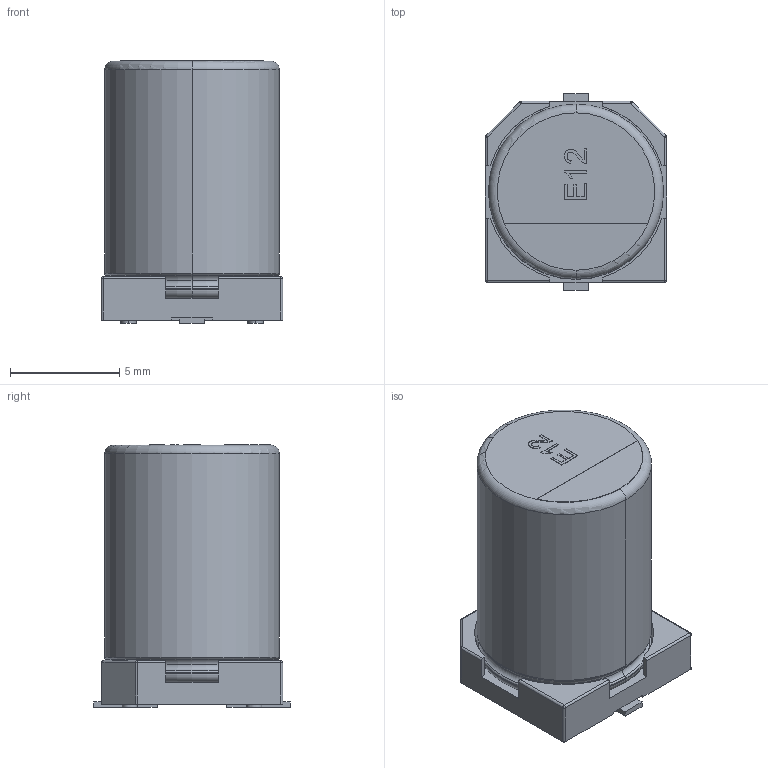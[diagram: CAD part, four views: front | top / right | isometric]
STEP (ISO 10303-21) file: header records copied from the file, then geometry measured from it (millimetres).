
FILE_DESCRIPTION (( 'STEP AP214' ), '1' );
FILE_NAME ('SMD Capacitor Polar E12(8X12mm).STEP', '2019-06-13T11:33:06', ( '' ), ( '' ), 'SwSTEP 2.0', 'SolidWorks 2018', '' );
FILE_SCHEMA (( 'AUTOMOTIVE_DESIGN' ));
Length unit declared in the file: millimetre
Products named in the file (1): SMD Capacitor Polar E12(8X12mm)
Bounding box: 8.3 x 9 x 12.02 mm (x, y, z)
Volume: 621.2 mm3; surface area: 498 mm2
Topology: 1 solids, 1 shells, 133 faces, 335 edges, 208 vertices
Faces by surface type: plane 71, cylinder 33, torus 12, bspline 11, sphere 6
Entity records: 5981 total; most frequent: CARTESIAN_POINT 1324, ORIENTED_EDGE 662, DIRECTION 644, EDGE_CURVE 331, VECTOR 220, LINE 220, AXIS2_PLACEMENT_3D 212, VERTEX_POINT 208
